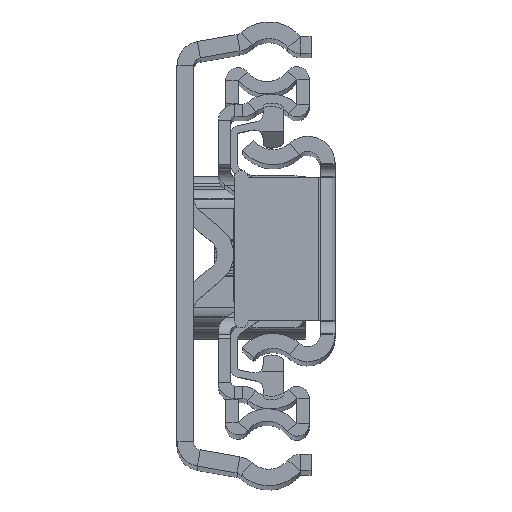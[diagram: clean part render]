
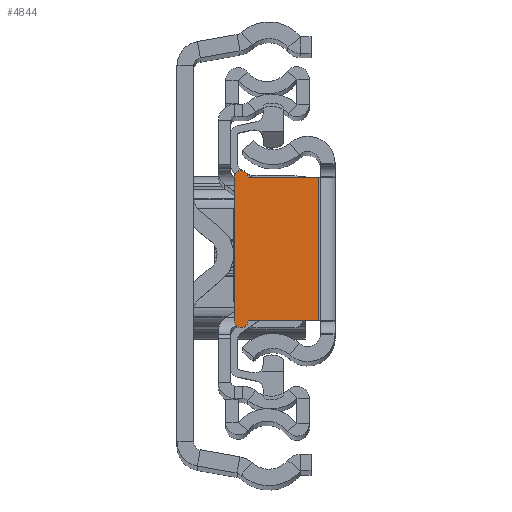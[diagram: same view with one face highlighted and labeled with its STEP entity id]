
A CAD part, top view. The second image highlights one B-rep face of the part: STEP entity #4844.
In plain terms, the highlighted planar face has unit normal (0, 0, 1).
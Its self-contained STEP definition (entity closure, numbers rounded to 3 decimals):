
#165 = VERTEX_POINT ( 'NONE', #14222 ) ;
#373 = LINE ( 'NONE', #2406, #11227 ) ;
#2406 = CARTESIAN_POINT ( 'NONE',  ( -12.2, 8.65, 0. ) ) ;
#2816 = CARTESIAN_POINT ( 'NONE',  ( -10.5, -8.65, 0. ) ) ;
#3387 = EDGE_CURVE ( 'NONE', #165, #19154, #17436, .T. ) ;
#4844 = ADVANCED_FACE ( 'NONE', ( #32649 ), #7304, .T. ) ;
#4849 = DIRECTION ( 'NONE',  ( 0., 0., 1. ) ) ;
#4928 = CARTESIAN_POINT ( 'NONE',  ( -10.5, 8.65, 0. ) ) ;
#6298 = DIRECTION ( 'NONE',  ( -1., 0., 0. ) ) ;
#6840 = CARTESIAN_POINT ( 'NONE',  ( -12.2, -8.65, 0. ) ) ;
#7304 = PLANE ( 'NONE',  #23034 ) ;
#7965 = CARTESIAN_POINT ( 'NONE',  ( -2., 8.65, 0. ) ) ;
#11227 = VECTOR ( 'NONE', #27735, 1000. ) ;
#12442 = ORIENTED_EDGE ( 'NONE', *, *, #13370, .F. ) ;
#12526 = VECTOR ( 'NONE', #20733, 1000. ) ;
#12558 = DIRECTION ( 'NONE',  ( 1., 0., 0. ) ) ;
#12796 = CARTESIAN_POINT ( 'NONE',  ( -12.2, 8.65, 0. ) ) ;
#13370 = EDGE_CURVE ( 'NONE', #28117, #31640, #373, .T. ) ;
#14032 = ORIENTED_EDGE ( 'NONE', *, *, #27703, .T. ) ;
#14222 = CARTESIAN_POINT ( 'NONE',  ( -2., -8.65, 0. ) ) ;
#14670 = DIRECTION ( 'NONE',  ( 0., 1., 0. ) ) ;
#15817 = AXIS2_PLACEMENT_3D ( 'NONE', #17508, #20263, #6298 ) ;
#17436 = LINE ( 'NONE', #28609, #31779 ) ;
#17493 = CIRCLE ( 'NONE', #35084, 0.85 ) ;
#17508 = CARTESIAN_POINT ( 'NONE',  ( -11.35, -8.65, 0. ) ) ;
#18140 = VERTEX_POINT ( 'NONE', #4928 ) ;
#19065 = EDGE_CURVE ( 'NONE', #18140, #19154, #23753, .T. ) ;
#19154 = VERTEX_POINT ( 'NONE', #7965 ) ;
#20263 = DIRECTION ( 'NONE',  ( 0., 0., 1. ) ) ;
#20733 = DIRECTION ( 'NONE',  ( -1., 0., 0. ) ) ;
#20905 = DIRECTION ( 'NONE',  ( 0., 0., 1. ) ) ;
#22336 = EDGE_LOOP ( 'NONE', ( #12442, #34264, #31144, #27468, #35700, #14032 ) ) ;
#23034 = AXIS2_PLACEMENT_3D ( 'NONE', #29524, #20905, #26759 ) ;
#23397 = CIRCLE ( 'NONE', #15817, 0.85 ) ;
#23753 = LINE ( 'NONE', #29809, #34842 ) ;
#23945 = CARTESIAN_POINT ( 'NONE',  ( -11.35, 8.65, 0. ) ) ;
#24120 = DIRECTION ( 'NONE',  ( 1., 0., 0. ) ) ;
#25550 = EDGE_CURVE ( 'NONE', #28117, #32123, #23397, .T. ) ;
#26759 = DIRECTION ( 'NONE',  ( 1., 0., 0. ) ) ;
#27468 = ORIENTED_EDGE ( 'NONE', *, *, #3387, .T. ) ;
#27703 = EDGE_CURVE ( 'NONE', #18140, #31640, #17493, .T. ) ;
#27735 = DIRECTION ( 'NONE',  ( 0., 1., 0. ) ) ;
#28117 = VERTEX_POINT ( 'NONE', #6840 ) ;
#28609 = CARTESIAN_POINT ( 'NONE',  ( -2., 0., 0. ) ) ;
#29353 = LINE ( 'NONE', #32295, #12526 ) ;
#29524 = CARTESIAN_POINT ( 'NONE',  ( 0., 0., 0. ) ) ;
#29809 = CARTESIAN_POINT ( 'NONE',  ( -1.8, 8.65, 0. ) ) ;
#31144 = ORIENTED_EDGE ( 'NONE', *, *, #36051, .F. ) ;
#31640 = VERTEX_POINT ( 'NONE', #12796 ) ;
#31779 = VECTOR ( 'NONE', #14670, 1000. ) ;
#32123 = VERTEX_POINT ( 'NONE', #2816 ) ;
#32295 = CARTESIAN_POINT ( 'NONE',  ( -12.2, -8.65, 0. ) ) ;
#32649 = FACE_OUTER_BOUND ( 'NONE', #22336, .T. ) ;
#34264 = ORIENTED_EDGE ( 'NONE', *, *, #25550, .T. ) ;
#34842 = VECTOR ( 'NONE', #24120, 1000. ) ;
#35084 = AXIS2_PLACEMENT_3D ( 'NONE', #23945, #4849, #12558 ) ;
#35700 = ORIENTED_EDGE ( 'NONE', *, *, #19065, .F. ) ;
#36051 = EDGE_CURVE ( 'NONE', #165, #32123, #29353, .T. ) ;
